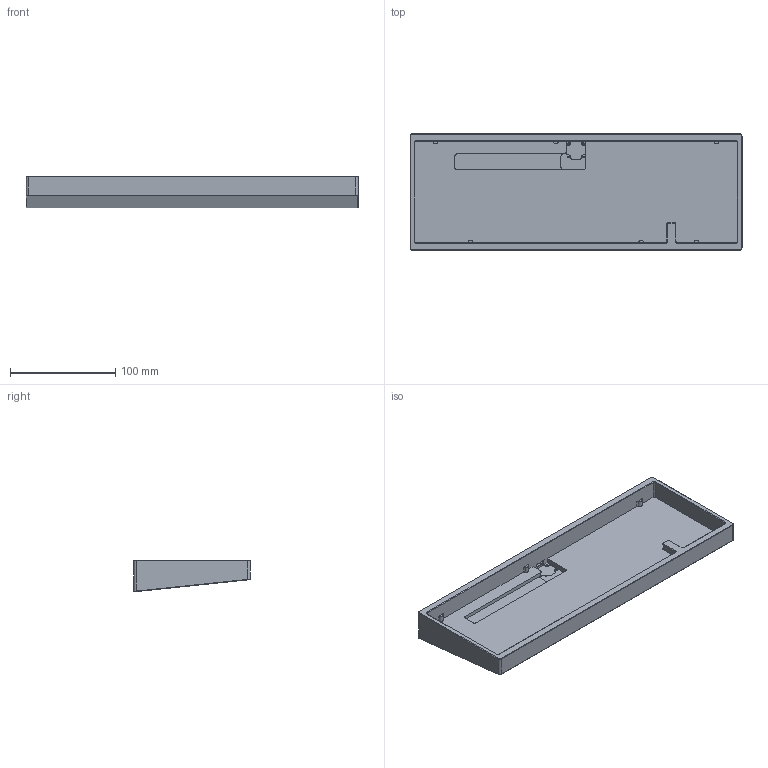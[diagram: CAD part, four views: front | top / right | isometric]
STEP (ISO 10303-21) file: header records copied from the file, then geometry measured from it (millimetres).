
FILE_DESCRIPTION(/* description */ ('STEP AP214'),/* implementation_level */ '2;1');
FILE_NAME(/* name */ '60a0f96b1089a511ccc048a5',/* time_stamp */ '2021-05-16T10:52:28+00:00',/* author */ (''),/* organization */ (''),/* preprocessor_version */ 'ST-DEVELOPER v18.1',/* originating_system */ ' ',/* authorisation */ ' ');
FILE_SCHEMA (('AUTOMOTIVE_DESIGN {1 0 10303 214 3 1 1}'));
Length unit declared in the file: metre
Products named in the file (1): Case
Bounding box: 314.75 x 110.2 x 29.99 mm (x, y, z)
Volume: 312852.8 mm3; surface area: 105596.6 mm2
Topology: 1 solids, 1 shells, 154 faces, 410 edges, 260 vertices
Faces by surface type: plane 70, cylinder 60, cone 20, bspline 4
Full cylindrical faces by diameter (mm): 1.6 x4
Entity records: 4784 total; most frequent: CARTESIAN_POINT 929, DIRECTION 812, ORIENTED_EDGE 788, EDGE_CURVE 394, AXIS2_PLACEMENT_3D 283, VERTEX_POINT 256, LINE 246, VECTOR 246
